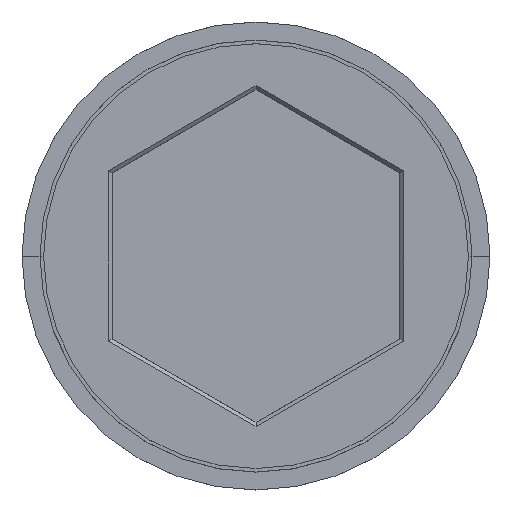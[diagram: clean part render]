
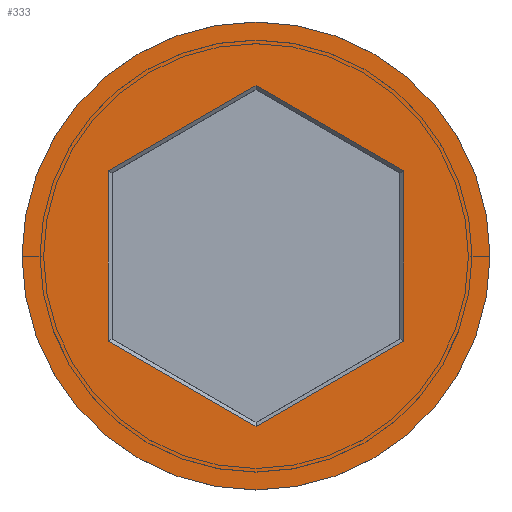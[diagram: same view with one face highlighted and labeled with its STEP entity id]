
A CAD part, top view. The second image highlights one B-rep face of the part: STEP entity #333.
In plain terms, the highlighted planar face has unit normal (0, 0, 1).
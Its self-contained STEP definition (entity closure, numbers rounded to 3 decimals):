
#6 = CARTESIAN_POINT ( 'NONE',  ( 4.05, 2.396, 0. ) ) ;
#26 = AXIS2_PLACEMENT_3D ( 'NONE', #249, #220, #879 ) ;
#72 = VECTOR ( 'NONE', #808, 1000. ) ;
#85 = VERTEX_POINT ( 'NONE', #622 ) ;
#105 = VERTEX_POINT ( 'NONE', #765 ) ;
#108 = EDGE_LOOP ( 'NONE', ( #1190, #256 ) ) ;
#128 = DIRECTION ( 'NONE',  ( 0., 0., 1. ) ) ;
#133 = LINE ( 'NONE', #1474, #1521 ) ;
#147 = CARTESIAN_POINT ( 'NONE',  ( 0.05, -4.705, 0. ) ) ;
#160 = ORIENTED_EDGE ( 'NONE', *, *, #355, .T. ) ;
#170 = CARTESIAN_POINT ( 'NONE',  ( 6.5, 0., 0. ) ) ;
#194 = EDGE_CURVE ( 'NONE', #1163, #85, #886, .T. ) ;
#196 = VECTOR ( 'NONE', #781, 1000. ) ;
#203 = DIRECTION ( 'NONE',  ( 1., 0., 0. ) ) ;
#220 = DIRECTION ( 'NONE',  ( 0., 0., 1. ) ) ;
#222 = VERTEX_POINT ( 'NONE', #1539 ) ;
#247 = FACE_OUTER_BOUND ( 'NONE', #108, .T. ) ;
#249 = CARTESIAN_POINT ( 'NONE',  ( 0., 0., 0. ) ) ;
#252 = AXIS2_PLACEMENT_3D ( 'NONE', #1323, #851, #203 ) ;
#256 = ORIENTED_EDGE ( 'NONE', *, *, #505, .T. ) ;
#259 = CARTESIAN_POINT ( 'NONE',  ( -4.1, 2.309, 0. ) ) ;
#333 = ADVANCED_FACE ( 'NONE', ( #1216, #247 ), #770, .T. ) ;
#355 = EDGE_CURVE ( 'NONE', #479, #1057, #907, .T. ) ;
#479 = VERTEX_POINT ( 'NONE', #1586 ) ;
#505 = EDGE_CURVE ( 'NONE', #85, #1163, #946, .T. ) ;
#516 = EDGE_CURVE ( 'NONE', #1057, #788, #1079, .T. ) ;
#517 = DIRECTION ( 'NONE',  ( 0., -1., 0. ) ) ;
#549 = CARTESIAN_POINT ( 'NONE',  ( -4.05, -2.396, 0. ) ) ;
#568 = EDGE_CURVE ( 'NONE', #788, #1110, #1002, .T. ) ;
#569 = ORIENTED_EDGE ( 'NONE', *, *, #1204, .T. ) ;
#622 = CARTESIAN_POINT ( 'NONE',  ( -6.5, 0., 0. ) ) ;
#665 = DIRECTION ( 'NONE',  ( 0.866, -0.5, 0. ) ) ;
#679 = LINE ( 'NONE', #549, #1070 ) ;
#701 = ORIENTED_EDGE ( 'NONE', *, *, #568, .T. ) ;
#731 = DIRECTION ( 'NONE',  ( 0.866, 0.5, 0. ) ) ;
#748 = ORIENTED_EDGE ( 'NONE', *, *, #516, .T. ) ;
#765 = CARTESIAN_POINT ( 'NONE',  ( 4.1, -2.367, 0. ) ) ;
#770 = PLANE ( 'NONE',  #771 ) ;
#771 = AXIS2_PLACEMENT_3D ( 'NONE', #1239, #128, #1484 ) ;
#781 = DIRECTION ( 'NONE',  ( 0., 1., 0. ) ) ;
#788 = VERTEX_POINT ( 'NONE', #1293 ) ;
#792 = EDGE_CURVE ( 'NONE', #105, #222, #1391, .T. ) ;
#808 = DIRECTION ( 'NONE',  ( -0.866, -0.5, 0. ) ) ;
#851 = DIRECTION ( 'NONE',  ( 0., 0., 1. ) ) ;
#879 = DIRECTION ( 'NONE',  ( 1., 0., 0. ) ) ;
#886 = CIRCLE ( 'NONE', #26, 6.5 ) ;
#907 = LINE ( 'NONE', #259, #196 ) ;
#946 = CIRCLE ( 'NONE', #252, 6.5 ) ;
#1002 = LINE ( 'NONE', #6, #1435 ) ;
#1055 = EDGE_CURVE ( 'NONE', #1110, #105, #133, .T. ) ;
#1057 = VERTEX_POINT ( 'NONE', #1357 ) ;
#1070 = VECTOR ( 'NONE', #1514, 1000. ) ;
#1079 = LINE ( 'NONE', #1560, #1144 ) ;
#1110 = VERTEX_POINT ( 'NONE', #1140 ) ;
#1140 = CARTESIAN_POINT ( 'NONE',  ( 4.1, 2.367, 0. ) ) ;
#1144 = VECTOR ( 'NONE', #731, 1000. ) ;
#1163 = VERTEX_POINT ( 'NONE', #170 ) ;
#1190 = ORIENTED_EDGE ( 'NONE', *, *, #194, .T. ) ;
#1204 = EDGE_CURVE ( 'NONE', #222, #479, #679, .T. ) ;
#1206 = EDGE_LOOP ( 'NONE', ( #160, #748, #701, #1590, #1265, #569 ) ) ;
#1216 = FACE_BOUND ( 'NONE', #1206, .T. ) ;
#1239 = CARTESIAN_POINT ( 'NONE',  ( 0., 0., 0. ) ) ;
#1265 = ORIENTED_EDGE ( 'NONE', *, *, #792, .T. ) ;
#1293 = CARTESIAN_POINT ( 'NONE',  ( 0., 4.734, 0. ) ) ;
#1323 = CARTESIAN_POINT ( 'NONE',  ( 0., 0., 0. ) ) ;
#1357 = CARTESIAN_POINT ( 'NONE',  ( -4.1, 2.367, 0. ) ) ;
#1391 = LINE ( 'NONE', #147, #72 ) ;
#1435 = VECTOR ( 'NONE', #665, 1000. ) ;
#1474 = CARTESIAN_POINT ( 'NONE',  ( 4.1, -2.309, 0. ) ) ;
#1484 = DIRECTION ( 'NONE',  ( 1., 0., 0. ) ) ;
#1514 = DIRECTION ( 'NONE',  ( -0.866, 0.5, 0. ) ) ;
#1521 = VECTOR ( 'NONE', #517, 1000. ) ;
#1539 = CARTESIAN_POINT ( 'NONE',  ( 0., -4.734, 0. ) ) ;
#1560 = CARTESIAN_POINT ( 'NONE',  ( -0.05, 4.705, 0. ) ) ;
#1586 = CARTESIAN_POINT ( 'NONE',  ( -4.1, -2.367, 0. ) ) ;
#1590 = ORIENTED_EDGE ( 'NONE', *, *, #1055, .T. ) ;
